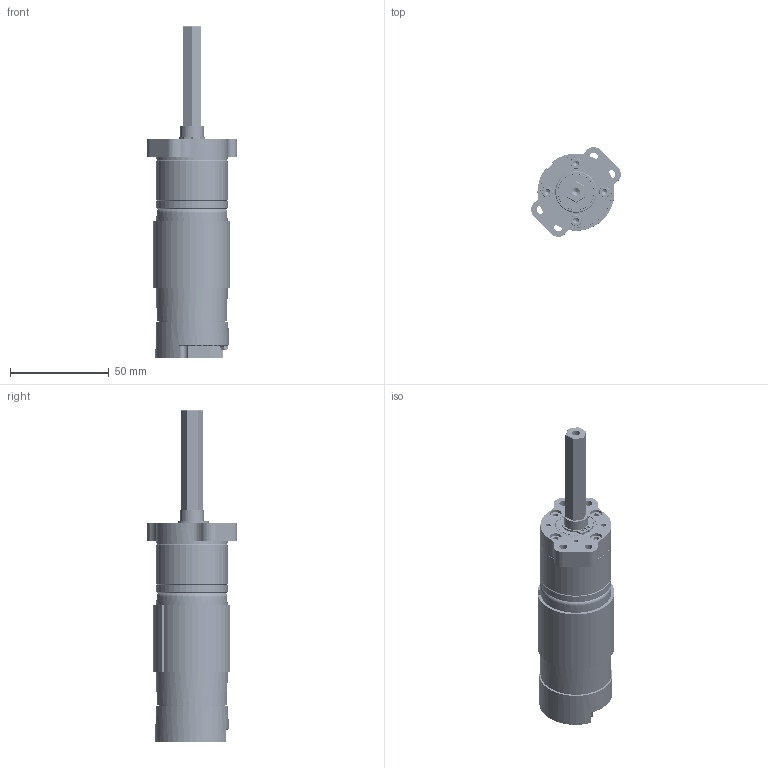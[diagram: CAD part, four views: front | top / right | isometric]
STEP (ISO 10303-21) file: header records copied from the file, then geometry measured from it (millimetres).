
FILE_DESCRIPTION (( 'STEP AP214' ), '1' );
FILE_NAME ('am-5550_0200_019 NeveRest Hex 19.2 Gearmotor, 2IN Shaft.STEP', '2024-09-16T16:54:43', ( '' ), ( '' ), 'SwSTEP 2.0', 'SolidWorks 2024', '' );
FILE_SCHEMA (( 'AUTOMOTIVE_DESIGN' ));
Length unit declared in the file: inch
Products named in the file (19): am-3104c NeveRest Hex Encoder Mount; 3x8 Steel Dowel_93600A303; NeveRest Hex Output Block; am-3104c NeveRest Hex Encoder Magnet; am-3104c NeveRest Hex Bare Motor; 12x21x5 Bearing (6801-2Z); 12x18x0.2 Shim; NeveRest Hex 2 Stage Ring Gear; am-3104c NeveRest Hex Motor; am-3104c_cap NeveRest Hex Encoder Cap; am-5550_0200_019 NeveRest Hex 19.2 Gearmotor, 2IN Shaft; am-3104c NeveRest Hex Encoder PCB; am-3104c_plate NeveRest Hex Motor Plate; 12x24x5 Bearing (6901-2Z); NeveRest Hex Shaft 375H 2IN Long; am-5550g_0200_019 NeveRest Hex 19.2 Gearbox, 2IN Shaft; JST-VH-2 Connector PCB Mount (Male); M3x31 SHCS_M3x31 SHCS; 12mm External Retaining Ring
Assembly tree (23 placements, depth 3):
  am-5550_0200_019 NeveRest Hex 19.2 Gearmotor, 2IN Shaft
    am-3104c NeveRest Hex Motor
      am-3104c NeveRest Hex Encoder Mount
      am-3104c NeveRest Hex Encoder Magnet
      am-3104c_cap NeveRest Hex Encoder Cap
      am-3104c NeveRest Hex Encoder PCB
      JST-VH-2 Connector PCB Mount (Male)
      am-3104c NeveRest Hex Bare Motor
    am-5550g_0200_019 NeveRest Hex 19.2 Gearbox, 2IN Shaft
      am-3104c_plate NeveRest Hex Motor Plate
      NeveRest Hex 2 Stage Ring Gear
      NeveRest Hex Output Block
      12x21x5 Bearing (6801-2Z)
      12x18x0.2 Shim
      12mm External Retaining Ring
      3x8 Steel Dowel_93600A303  x3
      NeveRest Hex Shaft 375H 2IN Long
      12x24x5 Bearing (6901-2Z)
      M3x31 SHCS_M3x31 SHCS  x4
Bounding box: 45.41 x 45.41 x 167.95 mm (x, y, z)
Volume: 107270.4 mm3; surface area: 49660.1 mm2
Topology: 38 solids, 38 shells, 8072 faces, 19672 edges, 11696 vertices
Faces by surface type: bspline 3186, cylinder 2077, plane 1246, torus 855, cone 568, sphere 140
Entity records: 141077 total; most frequent: CARTESIAN_POINT 61074, ORIENTED_EDGE 17716, DIRECTION 15437, EDGE_CURVE 8858, AXIS2_PLACEMENT_3D 6328, VERTEX_POINT 5474, EDGE_LOOP 3738, CIRCLE 3629
